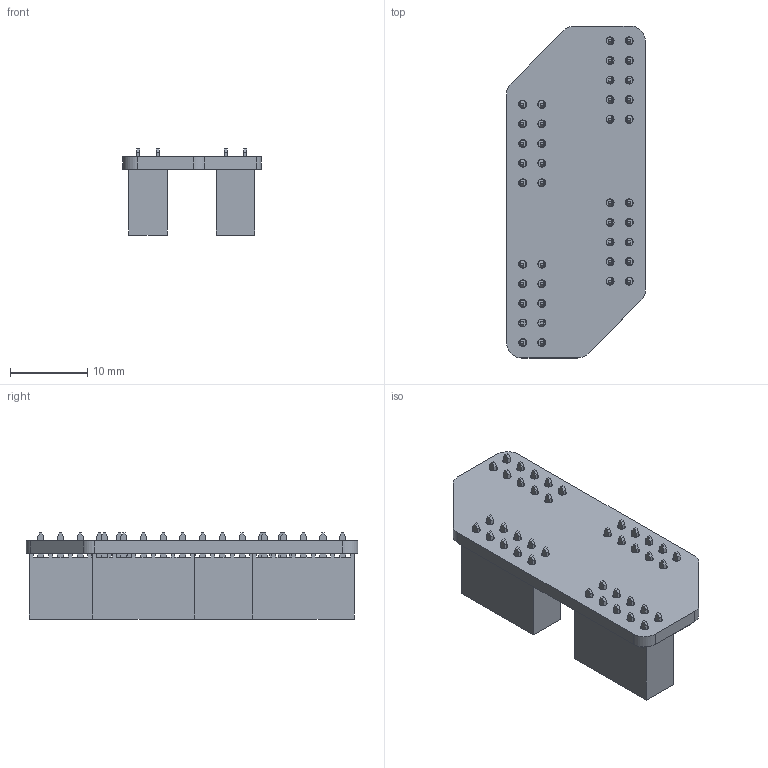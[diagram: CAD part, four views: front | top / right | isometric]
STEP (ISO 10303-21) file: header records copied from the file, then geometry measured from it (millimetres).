
FILE_DESCRIPTION(('Open CASCADE Model'),'2;1');
FILE_NAME('Open CASCADE Shape Model','2021-02-08T10:23:33',('Author'),( 'Open CASCADE'),'Open CASCADE STEP processor 6.8','Open CASCADE 6.8' ,'Unknown');
FILE_SCHEMA(('AUTOMOTIVE_DESIGN { 1 0 10303 214 1 1 1 1 }'));
Length unit declared in the file: millimetre
Products named in the file (10): PCB; Board; Open CASCADE STEP translator 6.8 2.1.1; J2; SSW-105-01-T-D; _T1SSW-105-01-T-D; _P2SSW-105-01-T-D; J4; J3; J1
Assembly tree (12 placements, depth 4):
  PCB
    Board
      Open CASCADE STEP translator 6.8 2.1.1
    J2
      SSW-105-01-T-D
        _T1SSW-105-01-T-D
        _P2SSW-105-01-T-D
    J4
      SSW-105-01-T-D
        _T1SSW-105-01-T-D
        _P2SSW-105-01-T-D
    J3
      SSW-105-01-T-D
        _T1SSW-105-01-T-D
        _P2SSW-105-01-T-D
    J1
      SSW-105-01-T-D
        _T1SSW-105-01-T-D
        _P2SSW-105-01-T-D
Bounding box: 18 x 43 x 11.15 mm (x, y, z)
Volume: 3099.1 mm3; surface area: 5194 mm2
Topology: 9 solids, 9 shells, 622 faces, 1692 edges, 1128 vertices
Faces by surface type: plane 576, cylinder 46
Full cylindrical faces by diameter (mm): 1.02 x40
Entity records: 7597 total; most frequent: CARTESIAN_POINT 1109, ORIENTED_EDGE 1080, DIRECTION 1050, EDGE_CURVE 540, LINE 448, VECTOR 448, VERTEX_POINT 360, FACE_BOUND 306
